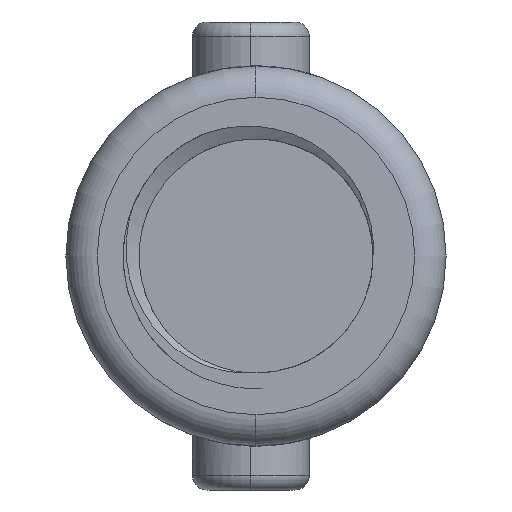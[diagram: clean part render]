
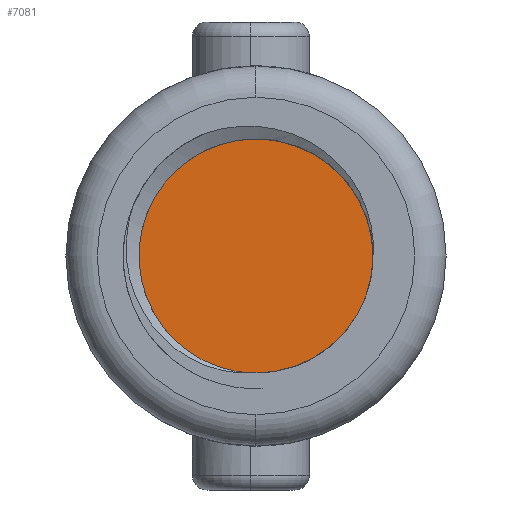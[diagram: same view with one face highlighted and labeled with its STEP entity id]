
A CAD part, left-side view. The second image highlights one B-rep face of the part: STEP entity #7081.
In plain terms, the highlighted planar face has unit normal (-1, 0, 0).
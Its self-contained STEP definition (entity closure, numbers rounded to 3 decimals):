
#261 = CARTESIAN_POINT ( 'NONE',  ( 30., 1.709, -3.535 ) ) ;
#278 = CARTESIAN_POINT ( 'NONE',  ( 30.001, -4.174, 0.074 ) ) ;
#410 = ORIENTED_EDGE ( 'NONE', *, *, #9848, .T. ) ;
#441 = CARTESIAN_POINT ( 'NONE',  ( 30., 3.361, -1.913 ) ) ;
#527 = CARTESIAN_POINT ( 'NONE',  ( 30., 3.667, 1.133 ) ) ;
#611 = CARTESIAN_POINT ( 'NONE',  ( 30., -1.287, 3.863 ) ) ;
#842 = EDGE_CURVE ( 'NONE', #17066, #7345, #14741, .T. ) ;
#1549 = CARTESIAN_POINT ( 'NONE',  ( 30., 2.356, -3.104 ) ) ;
#1721 = CARTESIAN_POINT ( 'NONE',  ( 30., 3.458, 1.686 ) ) ;
#1808 = CARTESIAN_POINT ( 'NONE',  ( 30., -3.848, 1.596 ) ) ;
#2849 = CARTESIAN_POINT ( 'NONE',  ( 30., 2.648, -2.841 ) ) ;
#2938 = CARTESIAN_POINT ( 'NONE',  ( 30.001, -4.174, 0.074 ) ) ;
#3071 = AXIS2_PLACEMENT_3D ( 'NONE', #15777, #9207, #10418 ) ;
#3111 = CARTESIAN_POINT ( 'NONE',  ( 30., -2.963, 2.875 ) ) ;
#3886 = DIRECTION ( 'NONE',  ( -1., 0., 0. ) ) ;
#3916 = ORIENTED_EDGE ( 'NONE', *, *, #9524, .T. ) ;
#3949 = PLANE ( 'NONE',  #3071 ) ;
#4318 = CARTESIAN_POINT ( 'NONE',  ( 30., 0.267, 3.981 ) ) ;
#4386 = CARTESIAN_POINT ( 'NONE',  ( 30., -4.174, 0. ) ) ;
#4403 = CARTESIAN_POINT ( 'NONE',  ( 30., 2.786, -2.697 ) ) ;
#4495 = CARTESIAN_POINT ( 'NONE',  ( 30., 0.222, -4. ) ) ;
#5280 = CARTESIAN_POINT ( 'NONE',  ( 30., -0.174, -4. ) ) ;
#5701 = CARTESIAN_POINT ( 'NONE',  ( 30., 3.824, -0.222 ) ) ;
#5784 = CARTESIAN_POINT ( 'NONE',  ( 30., 1.168, -3.773 ) ) ;
#5872 = CARTESIAN_POINT ( 'NONE',  ( 30., -0.324, 4.002 ) ) ;
#6817 = CARTESIAN_POINT ( 'NONE',  ( 30., -3.923, 1.411 ) ) ;
#6981 = CARTESIAN_POINT ( 'NONE',  ( 30., 3.667, -1.183 ) ) ;
#7071 = CARTESIAN_POINT ( 'NONE',  ( 30., -0.124, 4.004 ) ) ;
#7081 = ADVANCED_FACE ( 'NONE', ( #10498 ), #3949, .F. ) ;
#7162 = CARTESIAN_POINT ( 'NONE',  ( 30., -2.021, 3.57 ) ) ;
#7345 = VERTEX_POINT ( 'NONE', #5280 ) ;
#7476 = AXIS2_PLACEMENT_3D ( 'NONE', #8712, #3886, #15797 ) ;
#7712 = CARTESIAN_POINT ( 'NONE',  ( 30., -4.174, 0.062 ) ) ;
#8011 = CIRCLE ( 'NONE', #7476, 4. ) ;
#8105 = CARTESIAN_POINT ( 'NONE',  ( 30., 2.091, 3.321 ) ) ;
#8186 = CARTESIAN_POINT ( 'NONE',  ( 30., 1.397, 3.683 ) ) ;
#8270 = CARTESIAN_POINT ( 'NONE',  ( 30., 3.814, 0.369 ) ) ;
#8360 = CARTESIAN_POINT ( 'NONE',  ( 30., 3.769, 0.757 ) ) ;
#8480 = CARTESIAN_POINT ( 'NONE',  ( 30., -4.174, 0. ) ) ;
#8696 = CARTESIAN_POINT ( 'NONE',  ( 30., -4.174, 0.037 ) ) ;
#8712 = CARTESIAN_POINT ( 'NONE',  ( 30., -0.174, 0. ) ) ;
#9010 = CARTESIAN_POINT ( 'NONE',  ( 30.001, -4.174, 0.074 ) ) ;
#9207 = DIRECTION ( 'NONE',  ( 1., 0., 0. ) ) ;
#9402 = CARTESIAN_POINT ( 'NONE',  ( 30., 1.028, 3.82 ) ) ;
#9524 = EDGE_CURVE ( 'NONE', #7345, #13302, #8011, .T. ) ;
#9578 = CARTESIAN_POINT ( 'NONE',  ( 30., 2.957, 2.52 ) ) ;
#9650 = CARTESIAN_POINT ( 'NONE',  ( 30., -4.174, 0.012 ) ) ;
#9666 = CARTESIAN_POINT ( 'NONE',  ( 30., 2.049, -3.343 ) ) ;
#9756 = CARTESIAN_POINT ( 'NONE',  ( 30., -4.103, 0.852 ) ) ;
#9848 = EDGE_CURVE ( 'NONE', #13302, #17066, #13130, .T. ) ;
#10418 = DIRECTION ( 'NONE',  ( 0., 0., -1. ) ) ;
#10498 = FACE_OUTER_BOUND ( 'NONE', #13285, .T. ) ;
#10788 = CARTESIAN_POINT ( 'NONE',  ( 30., -3.232, 2.587 ) ) ;
#10875 = CARTESIAN_POINT ( 'NONE',  ( 30., -4.167, 0.469 ) ) ;
#10966 = CARTESIAN_POINT ( 'NONE',  ( 30., 3.16, -2.246 ) ) ;
#11048 = CARTESIAN_POINT ( 'NONE',  ( 30., 1.578, 3.601 ) ) ;
#11141 = CARTESIAN_POINT ( 'NONE',  ( 30., -0.908, 3.952 ) ) ;
#12093 = CARTESIAN_POINT ( 'NONE',  ( 30., 3.537, 1.503 ) ) ;
#12268 = CARTESIAN_POINT ( 'NONE',  ( 30., -2.817, 3.009 ) ) ;
#12351 = CARTESIAN_POINT ( 'NONE',  ( 30., 1.353, -3.702 ) ) ;
#13130 = B_SPLINE_CURVE_WITH_KNOTS ( 'NONE', 3,
 ( #4386, #9650, #8696, #7712, #9010 ),
 .UNSPECIFIED., .F., .F.,
 ( 4, 1, 4 ),
 ( 0.75, 0.751, 0.753 ),
 .UNSPECIFIED. ) ;
#13285 = EDGE_LOOP ( 'NONE', ( #3916, #410, #15051 ) ) ;
#13302 = VERTEX_POINT ( 'NONE', #8480 ) ;
#13472 = CARTESIAN_POINT ( 'NONE',  ( 30., -0.174, -4. ) ) ;
#13557 = CARTESIAN_POINT ( 'NONE',  ( 30., 0.653, 3.929 ) ) ;
#13645 = CARTESIAN_POINT ( 'NONE',  ( 30., 3.764, -0.805 ) ) ;
#13732 = CARTESIAN_POINT ( 'NONE',  ( 30., 2.403, 3.084 ) ) ;
#14741 = B_SPLINE_CURVE_WITH_KNOTS ( 'NONE', 3,
 ( #2938, #10875, #9756, #6817, #1808, #16161, #14850, #10788, #3111, #12268, #16429, #7162, #611, #11141, #5872, #7071, #4318, #13557, #9402, #8186, #11048, #8105, #13732, #9578, #16246, #1721, #12093, #527, #8360, #8270, #16074, #5701, #13645, #6981, #441, #10966, #4403, #2849, #1549, #9666, #261, #12351, #5784, #15026, #4495, #13472 ),
 .UNSPECIFIED., .F., .F.,
 ( 4, 2, 2, 1, 2, 2, 2, 2, 2, 1, 2, 2, 2, 2, 2, 1, 2, 2, 2, 2, 2, 1, 2, 2, 4 ),
 ( 0.753, 0.8, 0.823, 0.846, 0.87, 0.893, 0.94, 0.986, 1.01, 1.033, 1.056, 1.08, 1.126, 1.173, 1.196, 1.22, 1.243, 1.267, 1.313, 1.36, 1.383, 1.407, 1.43, 1.453, 1.5 ),
 .UNSPECIFIED. ) ;
#14850 = CARTESIAN_POINT ( 'NONE',  ( 30., -3.477, 2.283 ) ) ;
#15026 = CARTESIAN_POINT ( 'NONE',  ( 30., 0.607, -3.943 ) ) ;
#15051 = ORIENTED_EDGE ( 'NONE', *, *, #842, .T. ) ;
#15777 = CARTESIAN_POINT ( 'NONE',  ( 30., -0.174, 0. ) ) ;
#15797 = DIRECTION ( 'NONE',  ( 0., 0., 1. ) ) ;
#16074 = CARTESIAN_POINT ( 'NONE',  ( 30., 3.83, -0.024 ) ) ;
#16161 = CARTESIAN_POINT ( 'NONE',  ( 30., -3.675, 1.947 ) ) ;
#16246 = CARTESIAN_POINT ( 'NONE',  ( 30., 3.186, 2.206 ) ) ;
#16429 = CARTESIAN_POINT ( 'NONE',  ( 30., -2.36, 3.374 ) ) ;
#17066 = VERTEX_POINT ( 'NONE', #278 ) ;
